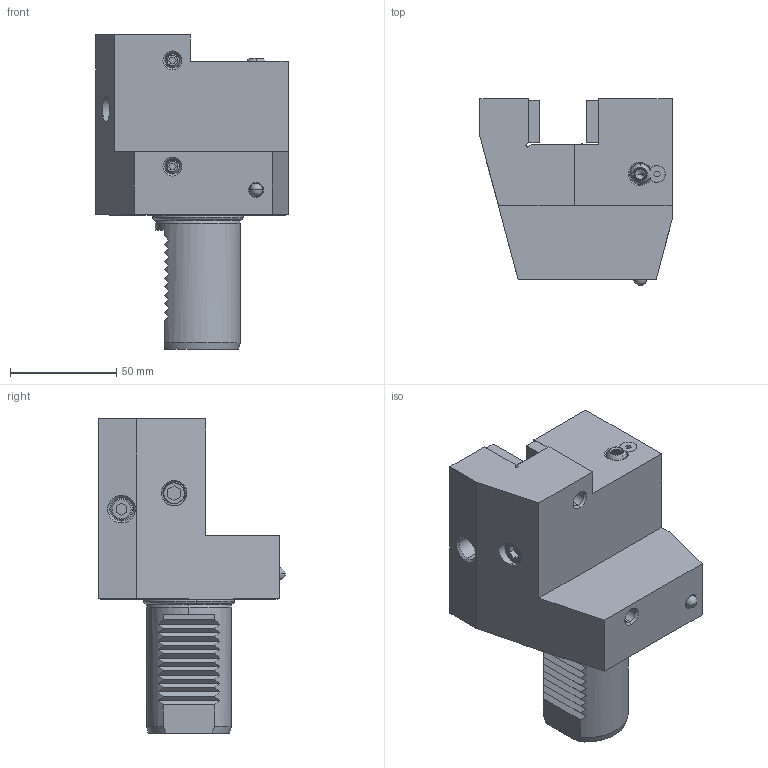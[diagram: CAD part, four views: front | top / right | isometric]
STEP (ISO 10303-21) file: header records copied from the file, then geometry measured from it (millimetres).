
FILE_DESCRIPTION (( 'STEP AP203' ), '1' );
FILE_NAME ('409.43.25.STEP', '2016-11-28T09:32:06', ( '' ), ( '' ), 'SwSTEP 2.0', 'SolidWorks 2012', '' );
FILE_SCHEMA (( 'CONFIG_CONTROL_DESIGN' ));
Products named in the file (13): 409.43.25; 管螺文螺絲; O型環38.7; M8尖頭螺絲; M6x30; 皿頭_M4xP0.7x8L; M6x12; 25x7.8; 84x20x5; 72.5x20x6; 2-44100006N4出水銅嘴; 2-441010041A7止水鉚珠; VDI40    C3
Assembly tree (13 placements, depth 2):
  409.43.25
    VDI40    C3
    2-44100006N4出水銅嘴
    2-441010041A7止水鉚珠
    25x7.8
    84x20x5
    72.5x20x6
    M6x12
    M6x30
    M8尖頭螺絲  x2
    O型環38.7
    皿頭_M4xP0.7x8L
    管螺文螺絲
Bounding box: 90.5 x 87.87 x 148 mm (x, y, z)
Volume: 438130.7 mm3; surface area: 74986.2 mm2
Topology: 31 solids, 31 shells, 736 faces, 1856 edges, 1180 vertices
Faces by surface type: cylinder 298, cone 213, plane 132, bspline 70, torus 19, sphere 4
Entity records: 84070 total; most frequent: CARTESIAN_POINT 68148, ORIENTED_EDGE 3410, DIRECTION 2576, EDGE_CURVE 1705, VERTEX_POINT 1088, AXIS2_PLACEMENT_3D 960, EDGE_LOOP 729, FACE_OUTER_BOUND 690
